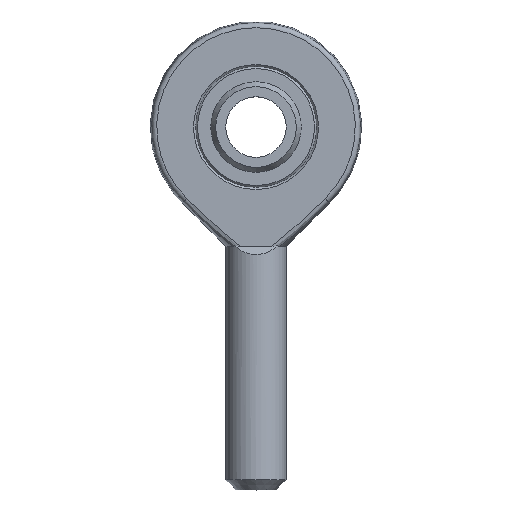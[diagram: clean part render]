
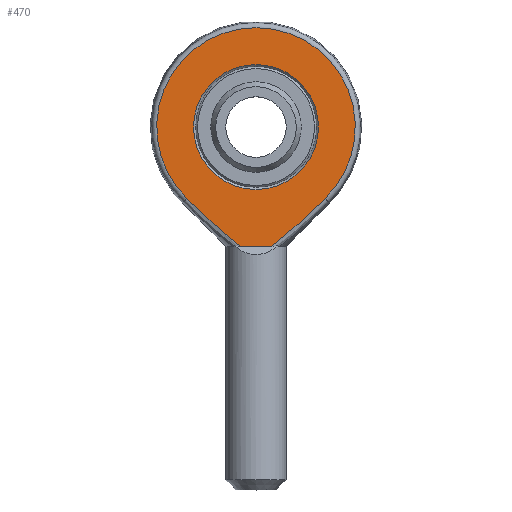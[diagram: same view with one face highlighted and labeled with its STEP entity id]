
A CAD part, top view. The second image highlights one B-rep face of the part: STEP entity #470.
In plain terms, the highlighted planar face has unit normal (0, 0, 1).
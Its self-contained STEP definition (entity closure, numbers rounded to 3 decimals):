
#32 = VECTOR ( 'NONE', #195, 1000. ) ;
#40 = CARTESIAN_POINT ( 'NONE',  ( -2.025, -11.502, 2.2 ) ) ;
#44 = CARTESIAN_POINT ( 'NONE',  ( -3.837, -9.949, 2.2 ) ) ;
#53 = ORIENTED_EDGE ( 'NONE', *, *, #538, .T. ) ;
#64 = CARTESIAN_POINT ( 'NONE',  ( 0., 0., 2.2 ) ) ;
#67 = AXIS2_PLACEMENT_3D ( 'NONE', #64, #408, #711 ) ;
#102 = DIRECTION ( 'NONE',  ( 0., 1., 0. ) ) ;
#121 = CARTESIAN_POINT ( 'NONE',  ( -3.396, -10.351, 2.2 ) ) ;
#142 = B_SPLINE_CURVE_WITH_KNOTS ( 'NONE', 3,
 ( #324, #855, #190, #44, #121, #613, #696, #40, #624, #929 ),
 .UNSPECIFIED., .F., .F.,
 ( 4, 2, 2, 2, 4 ),
 ( 0., 0.004, 0.005, 0.006, 0.007 ),
 .UNSPECIFIED. ) ;
#151 = EDGE_CURVE ( 'NONE', #420, #451, #142, .T. ) ;
#190 = CARTESIAN_POINT ( 'NONE',  ( -5.148, -8.73, 2.2 ) ) ;
#195 = DIRECTION ( 'NONE',  ( 1., 0., 0. ) ) ;
#203 = CARTESIAN_POINT ( 'NONE',  ( 3.837, -9.949, 2.2 ) ) ;
#213 = CARTESIAN_POINT ( 'NONE',  ( 3.396, -10.351, 2.2 ) ) ;
#224 = ORIENTED_EDGE ( 'NONE', *, *, #938, .T. ) ;
#237 = EDGE_LOOP ( 'NONE', ( #535, #737, #53, #274 ) ) ;
#248 = EDGE_LOOP ( 'NONE', ( #224 ) ) ;
#274 = ORIENTED_EDGE ( 'NONE', *, *, #151, .T. ) ;
#289 = CARTESIAN_POINT ( 'NONE',  ( 1.787, -11.683, 2.2 ) ) ;
#291 = AXIS2_PLACEMENT_3D ( 'NONE', #835, #392, #692 ) ;
#324 = CARTESIAN_POINT ( 'NONE',  ( -6.864, -7.071, 2.2 ) ) ;
#328 = CARTESIAN_POINT ( 'NONE',  ( -10.5, -11.849, 2.2 ) ) ;
#336 = VERTEX_POINT ( 'NONE', #763 ) ;
#351 = DIRECTION ( 'NONE',  ( 0., 0., -1. ) ) ;
#392 = DIRECTION ( 'NONE',  ( 0., 0., -1. ) ) ;
#393 = VERTEX_POINT ( 'NONE', #753 ) ;
#397 = FACE_BOUND ( 'NONE', #248, .T. ) ;
#398 = LINE ( 'NONE', #328, #32 ) ;
#408 = DIRECTION ( 'NONE',  ( 0., 0., 1. ) ) ;
#420 = VERTEX_POINT ( 'NONE', #666 ) ;
#423 = CARTESIAN_POINT ( 'NONE',  ( 6.007, -7.902, 2.2 ) ) ;
#444 = CARTESIAN_POINT ( 'NONE',  ( -1.539, -11.849, 2.2 ) ) ;
#451 = VERTEX_POINT ( 'NONE', #444 ) ;
#470 = ADVANCED_FACE ( 'NONE', ( #767, #397 ), #531, .F. ) ;
#499 = CARTESIAN_POINT ( 'NONE',  ( 6.864, -7.071, 2.2 ) ) ;
#506 = CARTESIAN_POINT ( 'NONE',  ( 2.491, -11.13, 2.2 ) ) ;
#531 = PLANE ( 'NONE',  #291 ) ;
#532 = CIRCLE ( 'NONE', #611, 6.2 ) ;
#535 = ORIENTED_EDGE ( 'NONE', *, *, #656, .T. ) ;
#538 = EDGE_CURVE ( 'NONE', #336, #420, #771, .T. ) ;
#571 = CARTESIAN_POINT ( 'NONE',  ( 2.719, -10.937, 2.2 ) ) ;
#611 = AXIS2_PLACEMENT_3D ( 'NONE', #942, #351, #102 ) ;
#613 = CARTESIAN_POINT ( 'NONE',  ( -2.719, -10.937, 2.2 ) ) ;
#624 = CARTESIAN_POINT ( 'NONE',  ( -1.787, -11.683, 2.2 ) ) ;
#650 = CARTESIAN_POINT ( 'NONE',  ( 2.025, -11.502, 2.2 ) ) ;
#656 = EDGE_CURVE ( 'NONE', #451, #751, #398, .T. ) ;
#666 = CARTESIAN_POINT ( 'NONE',  ( -6.864, -7.071, 2.2 ) ) ;
#692 = DIRECTION ( 'NONE',  ( 0., 1., 0. ) ) ;
#696 = CARTESIAN_POINT ( 'NONE',  ( -2.491, -11.13, 2.2 ) ) ;
#711 = DIRECTION ( 'NONE',  ( 0., 1., 0. ) ) ;
#729 = B_SPLINE_CURVE_WITH_KNOTS ( 'NONE', 3,
 ( #878, #289, #650, #506, #571, #213, #203, #874, #423, #499 ),
 .UNSPECIFIED., .F., .F.,
 ( 4, 2, 2, 2, 4 ),
 ( 0., 0.001, 0.002, 0.004, 0.007 ),
 .UNSPECIFIED. ) ;
#730 = CARTESIAN_POINT ( 'NONE',  ( 1.539, -11.849, 2.2 ) ) ;
#737 = ORIENTED_EDGE ( 'NONE', *, *, #782, .T. ) ;
#751 = VERTEX_POINT ( 'NONE', #730 ) ;
#753 = CARTESIAN_POINT ( 'NONE',  ( 0., 6.2, 2.2 ) ) ;
#763 = CARTESIAN_POINT ( 'NONE',  ( 6.864, -7.071, 2.2 ) ) ;
#767 = FACE_OUTER_BOUND ( 'NONE', #237, .T. ) ;
#771 = CIRCLE ( 'NONE', #67, 9.854 ) ;
#782 = EDGE_CURVE ( 'NONE', #751, #336, #729, .T. ) ;
#835 = CARTESIAN_POINT ( 'NONE',  ( -10.5, 10.5, 2.2 ) ) ;
#855 = CARTESIAN_POINT ( 'NONE',  ( -6.007, -7.902, 2.2 ) ) ;
#874 = CARTESIAN_POINT ( 'NONE',  ( 5.148, -8.73, 2.2 ) ) ;
#878 = CARTESIAN_POINT ( 'NONE',  ( 1.539, -11.849, 2.2 ) ) ;
#929 = CARTESIAN_POINT ( 'NONE',  ( -1.539, -11.849, 2.2 ) ) ;
#938 = EDGE_CURVE ( 'NONE', #393, #393, #532, .T. ) ;
#942 = CARTESIAN_POINT ( 'NONE',  ( 0., 0., 2.2 ) ) ;
